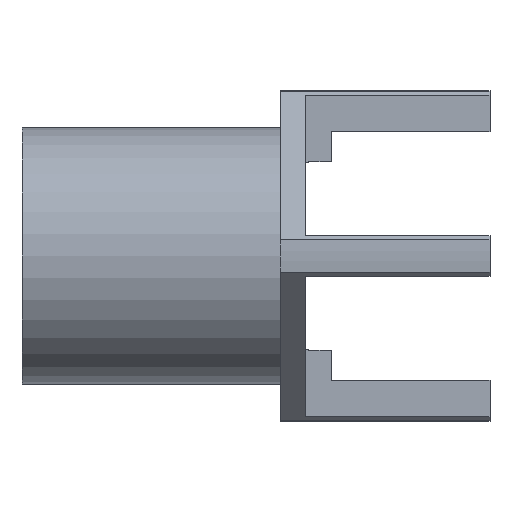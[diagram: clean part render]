
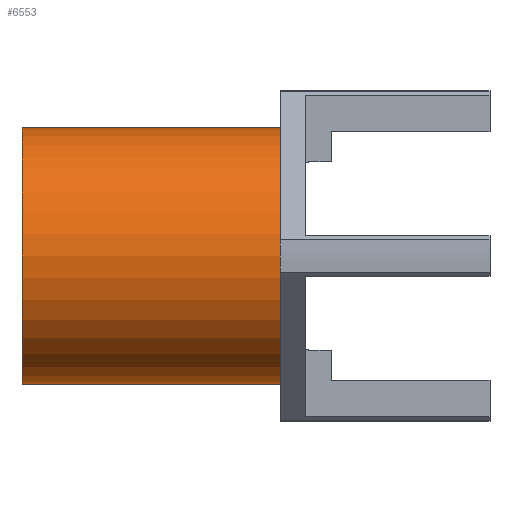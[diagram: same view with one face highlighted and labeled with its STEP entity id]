
A CAD part, front view. The second image highlights one B-rep face of the part: STEP entity #6553.
In plain terms, the highlighted cylindrical face has radius 3.175 mm (diameter 6.35 mm), a partial arc.
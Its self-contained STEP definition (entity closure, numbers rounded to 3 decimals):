
#6419=CARTESIAN_POINT('',(-0.076,0.,0.));
#6420=DIRECTION('',(1.,0.,0.));
#6421=DIRECTION('',(0.,0.,1.));
#6422=AXIS2_PLACEMENT_3D('',#6419,#6420,#6421);
#6424=DIRECTION('',(1.,0.,0.));
#6425=VECTOR('',#6424,6.401);
#6426=CARTESIAN_POINT('',(-0.076,0.,-3.175));
#6427=LINE('',#6426,#6425);
#6433=DIRECTION('',(1.,0.,0.));
#6434=VECTOR('',#6433,6.401);
#6435=CARTESIAN_POINT('',(-0.076,0.,3.175));
#6436=LINE('',#6435,#6434);
#6437=CARTESIAN_POINT('',(6.325,0.,0.));
#6438=DIRECTION('',(1.,0.,0.));
#6439=DIRECTION('',(0.,0.,1.));
#6440=AXIS2_PLACEMENT_3D('',#6437,#6438,#6439);
#6488=CARTESIAN_POINT('',(-0.076,0.,-3.175));
#6489=CARTESIAN_POINT('',(-0.076,0.,3.175));
#6490=VERTEX_POINT('',#6488);
#6491=VERTEX_POINT('',#6489);
#6492=CARTESIAN_POINT('',(6.325,0.,-3.175));
#6493=CARTESIAN_POINT('',(6.325,0.,3.175));
#6494=VERTEX_POINT('',#6492);
#6495=VERTEX_POINT('',#6493);
#6541=CARTESIAN_POINT('',(-0.076,0.,0.));
#6542=DIRECTION('',(1.,0.,0.));
#6543=DIRECTION('',(0.,0.,-1.));
#6544=AXIS2_PLACEMENT_3D('',#6541,#6542,#6543);
#6545=CYLINDRICAL_SURFACE('',#6544,3.175);
#6546=ORIENTED_EDGE('',*,*,#6515,.F.);
#6547=ORIENTED_EDGE('',*,*,#6536,.T.);
#6549=ORIENTED_EDGE('',*,*,#6548,.T.);
#6550=ORIENTED_EDGE('',*,*,#6532,.F.);
#6551=EDGE_LOOP('',(#6546,#6547,#6549,#6550));
#6552=FACE_OUTER_BOUND('',#6551,.F.);
#6423=CIRCLE('',#6422,3.175);
#6441=CIRCLE('',#6440,3.175);
#6515=EDGE_CURVE('',#6491,#6490,#6423,.T.);
#6532=EDGE_CURVE('',#6490,#6494,#6427,.T.);
#6536=EDGE_CURVE('',#6491,#6495,#6436,.T.);
#6548=EDGE_CURVE('',#6495,#6494,#6441,.T.);
#6553=ADVANCED_FACE('',(#6552),#6545,.T.);
